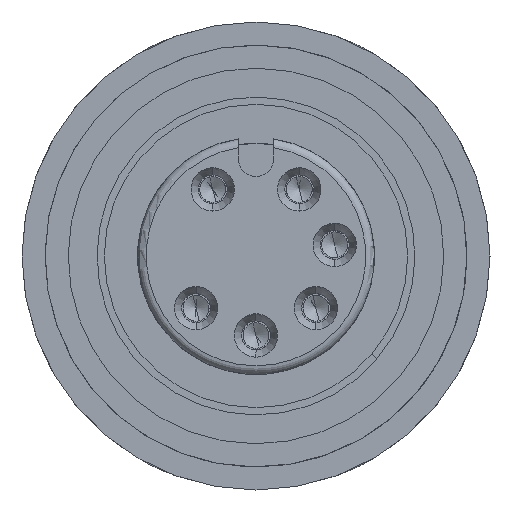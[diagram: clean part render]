
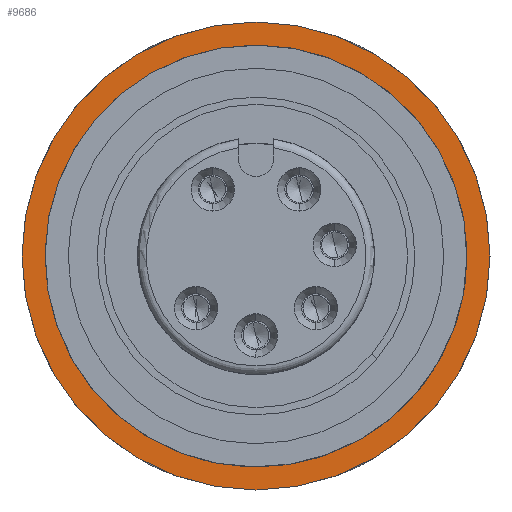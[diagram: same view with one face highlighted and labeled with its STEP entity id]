
A CAD part, left-side view. The second image highlights one B-rep face of the part: STEP entity #9686.
In plain terms, the highlighted planar face has unit normal (-1, 0, 0).
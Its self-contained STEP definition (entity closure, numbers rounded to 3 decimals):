
#1488=CARTESIAN_POINT('',(15.9,0.,0.));
#1489=DIRECTION('',(-1.,0.,0.));
#1490=DIRECTION('',(0.,-1.,0.));
#1491=AXIS2_PLACEMENT_3D('',#1488,#1489,#1490);
#1493=CARTESIAN_POINT('',(15.9,0.,0.));
#1494=DIRECTION('',(-1.,0.,0.));
#1495=DIRECTION('',(0.,1.,0.));
#1496=AXIS2_PLACEMENT_3D('',#1493,#1494,#1495);
#1498=CARTESIAN_POINT('',(15.9,0.,0.));
#1499=DIRECTION('',(1.,0.,0.));
#1500=DIRECTION('',(0.,0.707,-0.707));
#1501=AXIS2_PLACEMENT_3D('',#1498,#1499,#1500);
#1503=CARTESIAN_POINT('',(15.9,0.,0.));
#1504=DIRECTION('',(1.,0.,0.));
#1505=DIRECTION('',(0.,-0.707,0.707));
#1506=AXIS2_PLACEMENT_3D('',#1503,#1504,#1505);
#7118=CARTESIAN_POINT('',(15.9,8.1,0.));
#7119=VERTEX_POINT('',#7118);
#7120=CARTESIAN_POINT('',(15.9,-8.1,0.));
#7121=VERTEX_POINT('',#7120);
#7998=CARTESIAN_POINT('',(15.9,3.288,-3.288));
#7999=CARTESIAN_POINT('',(15.9,-3.288,3.288));
#8000=VERTEX_POINT('',#7998);
#8001=VERTEX_POINT('',#7999);
#9670=CARTESIAN_POINT('',(15.9,0.,0.));
#9671=DIRECTION('',(1.,0.,0.));
#9672=DIRECTION('',(0.,1.,0.));
#9673=AXIS2_PLACEMENT_3D('',#9670,#9671,#9672);
#9674=PLANE('',#9673);
#9676=ORIENTED_EDGE('',*,*,#9675,.F.);
#9678=ORIENTED_EDGE('',*,*,#9677,.F.);
#9679=EDGE_LOOP('',(#9676,#9678));
#9680=FACE_OUTER_BOUND('',#9679,.F.);
#9681=ORIENTED_EDGE('',*,*,#9657,.F.);
#9683=ORIENTED_EDGE('',*,*,#9682,.F.);
#9684=EDGE_LOOP('',(#9681,#9683));
#9685=FACE_BOUND('',#9684,.F.);
#1492=CIRCLE('',#1491,8.1);
#1497=CIRCLE('',#1496,8.1);
#1502=CIRCLE('',#1501,4.65);
#1507=CIRCLE('',#1506,4.65);
#9657=EDGE_CURVE('',#8000,#8001,#1502,.T.);
#9675=EDGE_CURVE('',#7121,#7119,#1492,.T.);
#9677=EDGE_CURVE('',#7119,#7121,#1497,.T.);
#9682=EDGE_CURVE('',#8001,#8000,#1507,.T.);
#9686=ADVANCED_FACE('',(#9680,#9685),#9674,.F.);
